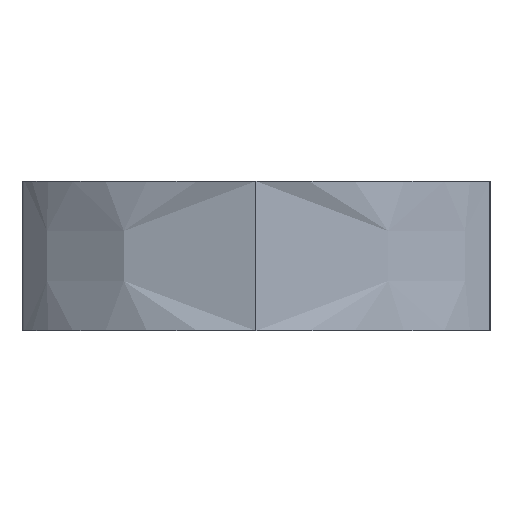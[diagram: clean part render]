
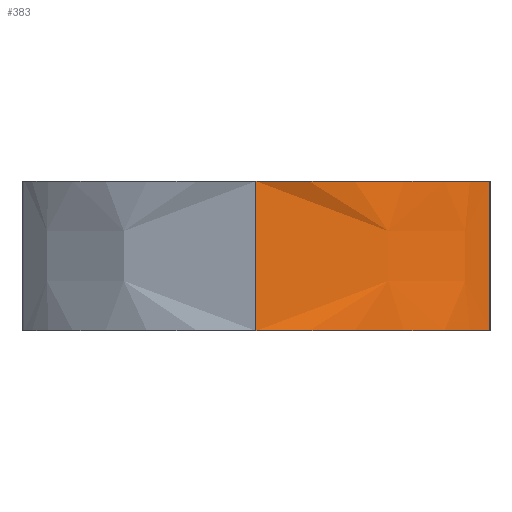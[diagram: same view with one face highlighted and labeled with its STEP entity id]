
A CAD part, left-side view. The second image highlights one B-rep face of the part: STEP entity #383.
In plain terms, the highlighted face is a extrusion surface.
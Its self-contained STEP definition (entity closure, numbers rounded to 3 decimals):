
#45 = SURFACE_OF_LINEAR_EXTRUSION('',#46,#51);
#46 = B_SPLINE_CURVE_WITH_KNOTS('',3,(#47,#48,#49,#50),.UNSPECIFIED.,.F.
  ,.F.,(4,4),(0.,1.),.PIECEWISE_BEZIER_KNOTS.);
#47 = CARTESIAN_POINT('',(0.,-2.5,0.));
#48 = CARTESIAN_POINT('',(0.,-0.781,0.));
#49 = CARTESIAN_POINT('',(1.043,0.,0.));
#50 = CARTESIAN_POINT('',(1.043,0.,0.));
#51 = VECTOR('',#52,1.);
#52 = DIRECTION('',(-0.,-0.,-1.));
#75 = B_SPLINE_SURFACE_WITH_KNOTS('',1,1,(
    (#76,#77)
    ,(#78,#79)),.UNSPECIFIED.,.F.,.F.,.F.,(2,2),(2,2),(-16.499,
    16.501),(-2.5,2.5),
  .PIECEWISE_BEZIER_KNOTS.);
#76 = CARTESIAN_POINT('',(33.,-5.,1.6));
#77 = CARTESIAN_POINT('',(33.,0.,1.6));
#78 = CARTESIAN_POINT('',(0.,-5.,1.6));
#79 = CARTESIAN_POINT('',(0.,0.,1.6));
#131 = B_SPLINE_SURFACE_WITH_KNOTS('',1,1,(
    (#132,#133)
    ,(#134,#135
    )),.UNSPECIFIED.,.F.,.F.,.F.,(2,2),(2,2),(-16.499,
    16.501),(-2.5,2.5),
  .PIECEWISE_BEZIER_KNOTS.);
#132 = CARTESIAN_POINT('',(33.,-5.,0.));
#133 = CARTESIAN_POINT('',(33.,0.,0.));
#134 = CARTESIAN_POINT('',(0.,-5.,0.));
#135 = CARTESIAN_POINT('',(0.,0.,0.));
#271 = SURFACE_OF_LINEAR_EXTRUSION('',#272,#275);
#272 = B_SPLINE_CURVE_WITH_KNOTS('',1,(#273,#274),.UNSPECIFIED.,.F.,.F.,
  (2,2),(0.,30.919),.PIECEWISE_BEZIER_KNOTS.);
#273 = CARTESIAN_POINT('',(31.962,-5.,0.));
#274 = CARTESIAN_POINT('',(1.043,-5.,0.));
#275 = VECTOR('',#276,1.);
#276 = DIRECTION('',(-0.,-0.,-1.));
#312 = VERTEX_POINT('',#313);
#313 = CARTESIAN_POINT('',(1.043,-5.,1.6));
#333 = EDGE_CURVE('',#334,#312,#336,.T.);
#334 = VERTEX_POINT('',#335);
#335 = CARTESIAN_POINT('',(1.043,-5.,0.));
#336 = SURFACE_CURVE('',#337,(#341,#348),.PCURVE_S1.);
#337 = LINE('',#338,#339);
#338 = CARTESIAN_POINT('',(1.043,-5.,0.));
#339 = VECTOR('',#340,1.);
#340 = DIRECTION('',(0.,0.,1.));
#341 = PCURVE('',#271,#342);
#342 = DEFINITIONAL_REPRESENTATION('',(#343),#347);
#343 = LINE('',#344,#345);
#344 = CARTESIAN_POINT('',(30.919,0.));
#345 = VECTOR('',#346,1.);
#346 = DIRECTION('',(0.,-1.));
#347 = ( GEOMETRIC_REPRESENTATION_CONTEXT(2) 
PARAMETRIC_REPRESENTATION_CONTEXT() REPRESENTATION_CONTEXT('2D SPACE',''
  ) );
#348 = PCURVE('',#349,#357);
#349 = SURFACE_OF_LINEAR_EXTRUSION('',#350,#355);
#350 = B_SPLINE_CURVE_WITH_KNOTS('',3,(#351,#352,#353,#354),
  .UNSPECIFIED.,.F.,.F.,(4,4),(0.,1.),.PIECEWISE_BEZIER_KNOTS.);
#351 = CARTESIAN_POINT('',(1.043,-5.,0.));
#352 = CARTESIAN_POINT('',(1.043,-5.,0.));
#353 = CARTESIAN_POINT('',(0.,-4.219,0.));
#354 = CARTESIAN_POINT('',(0.,-2.5,0.));
#355 = VECTOR('',#356,1.);
#356 = DIRECTION('',(-0.,-0.,-1.));
#357 = DEFINITIONAL_REPRESENTATION('',(#358),#362);
#358 = LINE('',#359,#360);
#359 = CARTESIAN_POINT('',(0.,0.));
#360 = VECTOR('',#361,1.);
#361 = DIRECTION('',(0.,-1.));
#362 = ( GEOMETRIC_REPRESENTATION_CONTEXT(2) 
PARAMETRIC_REPRESENTATION_CONTEXT() REPRESENTATION_CONTEXT('2D SPACE',''
  ) );
#383 = ADVANCED_FACE('',(#384),#349,.T.);
#384 = FACE_BOUND('',#385,.T.);
#385 = EDGE_LOOP('',(#386,#387,#412,#435));
#386 = ORIENTED_EDGE('',*,*,#333,.T.);
#387 = ORIENTED_EDGE('',*,*,#388,.T.);
#388 = EDGE_CURVE('',#312,#389,#391,.T.);
#389 = VERTEX_POINT('',#390);
#390 = CARTESIAN_POINT('',(0.,-2.5,1.6));
#391 = SURFACE_CURVE('',#392,(#397,#404),.PCURVE_S1.);
#392 = B_SPLINE_CURVE_WITH_KNOTS('',3,(#393,#394,#395,#396),
  .UNSPECIFIED.,.F.,.F.,(4,4),(0.,1.),.PIECEWISE_BEZIER_KNOTS.);
#393 = CARTESIAN_POINT('',(1.043,-5.,1.6));
#394 = CARTESIAN_POINT('',(1.043,-5.,1.6));
#395 = CARTESIAN_POINT('',(0.,-4.219,1.6));
#396 = CARTESIAN_POINT('',(0.,-2.5,1.6));
#397 = PCURVE('',#349,#398);
#398 = DEFINITIONAL_REPRESENTATION('',(#399),#403);
#399 = LINE('',#400,#401);
#400 = CARTESIAN_POINT('',(0.,-1.6));
#401 = VECTOR('',#402,1.);
#402 = DIRECTION('',(1.,0.));
#403 = ( GEOMETRIC_REPRESENTATION_CONTEXT(2) 
PARAMETRIC_REPRESENTATION_CONTEXT() REPRESENTATION_CONTEXT('2D SPACE',''
  ) );
#404 = PCURVE('',#75,#405);
#405 = DEFINITIONAL_REPRESENTATION('',(#406),#411);
#406 = B_SPLINE_CURVE_WITH_KNOTS('',3,(#407,#408,#409,#410),
  .UNSPECIFIED.,.F.,.F.,(4,4),(0.,1.),.PIECEWISE_BEZIER_KNOTS.);
#407 = CARTESIAN_POINT('',(15.458,-2.5));
#408 = CARTESIAN_POINT('',(15.458,-2.5));
#409 = CARTESIAN_POINT('',(16.501,-1.719));
#410 = CARTESIAN_POINT('',(16.501,0.));
#411 = ( GEOMETRIC_REPRESENTATION_CONTEXT(2) 
PARAMETRIC_REPRESENTATION_CONTEXT() REPRESENTATION_CONTEXT('2D SPACE',''
  ) );
#412 = ORIENTED_EDGE('',*,*,#413,.F.);
#413 = EDGE_CURVE('',#414,#389,#416,.T.);
#414 = VERTEX_POINT('',#415);
#415 = CARTESIAN_POINT('',(0.,-2.5,0.));
#416 = SURFACE_CURVE('',#417,(#421,#428),.PCURVE_S1.);
#417 = LINE('',#418,#419);
#418 = CARTESIAN_POINT('',(0.,-2.5,0.));
#419 = VECTOR('',#420,1.);
#420 = DIRECTION('',(0.,0.,1.));
#421 = PCURVE('',#349,#422);
#422 = DEFINITIONAL_REPRESENTATION('',(#423),#427);
#423 = LINE('',#424,#425);
#424 = CARTESIAN_POINT('',(1.,0.));
#425 = VECTOR('',#426,1.);
#426 = DIRECTION('',(0.,-1.));
#427 = ( GEOMETRIC_REPRESENTATION_CONTEXT(2) 
PARAMETRIC_REPRESENTATION_CONTEXT() REPRESENTATION_CONTEXT('2D SPACE',''
  ) );
#428 = PCURVE('',#45,#429);
#429 = DEFINITIONAL_REPRESENTATION('',(#430),#434);
#430 = LINE('',#431,#432);
#431 = CARTESIAN_POINT('',(0.,0.));
#432 = VECTOR('',#433,1.);
#433 = DIRECTION('',(0.,-1.));
#434 = ( GEOMETRIC_REPRESENTATION_CONTEXT(2) 
PARAMETRIC_REPRESENTATION_CONTEXT() REPRESENTATION_CONTEXT('2D SPACE',''
  ) );
#435 = ORIENTED_EDGE('',*,*,#436,.F.);
#436 = EDGE_CURVE('',#334,#414,#437,.T.);
#437 = SURFACE_CURVE('',#438,(#443,#450),.PCURVE_S1.);
#438 = B_SPLINE_CURVE_WITH_KNOTS('',3,(#439,#440,#441,#442),
  .UNSPECIFIED.,.F.,.F.,(4,4),(0.,1.),.PIECEWISE_BEZIER_KNOTS.);
#439 = CARTESIAN_POINT('',(1.043,-5.,0.));
#440 = CARTESIAN_POINT('',(1.043,-5.,0.));
#441 = CARTESIAN_POINT('',(0.,-4.219,0.));
#442 = CARTESIAN_POINT('',(0.,-2.5,0.));
#443 = PCURVE('',#349,#444);
#444 = DEFINITIONAL_REPRESENTATION('',(#445),#449);
#445 = LINE('',#446,#447);
#446 = CARTESIAN_POINT('',(0.,0.));
#447 = VECTOR('',#448,1.);
#448 = DIRECTION('',(1.,0.));
#449 = ( GEOMETRIC_REPRESENTATION_CONTEXT(2) 
PARAMETRIC_REPRESENTATION_CONTEXT() REPRESENTATION_CONTEXT('2D SPACE',''
  ) );
#450 = PCURVE('',#131,#451);
#451 = DEFINITIONAL_REPRESENTATION('',(#452),#457);
#452 = B_SPLINE_CURVE_WITH_KNOTS('',3,(#453,#454,#455,#456),
  .UNSPECIFIED.,.F.,.F.,(4,4),(0.,1.),.PIECEWISE_BEZIER_KNOTS.);
#453 = CARTESIAN_POINT('',(15.458,-2.5));
#454 = CARTESIAN_POINT('',(15.458,-2.5));
#455 = CARTESIAN_POINT('',(16.501,-1.719));
#456 = CARTESIAN_POINT('',(16.501,0.));
#457 = ( GEOMETRIC_REPRESENTATION_CONTEXT(2) 
PARAMETRIC_REPRESENTATION_CONTEXT() REPRESENTATION_CONTEXT('2D SPACE',''
  ) );
